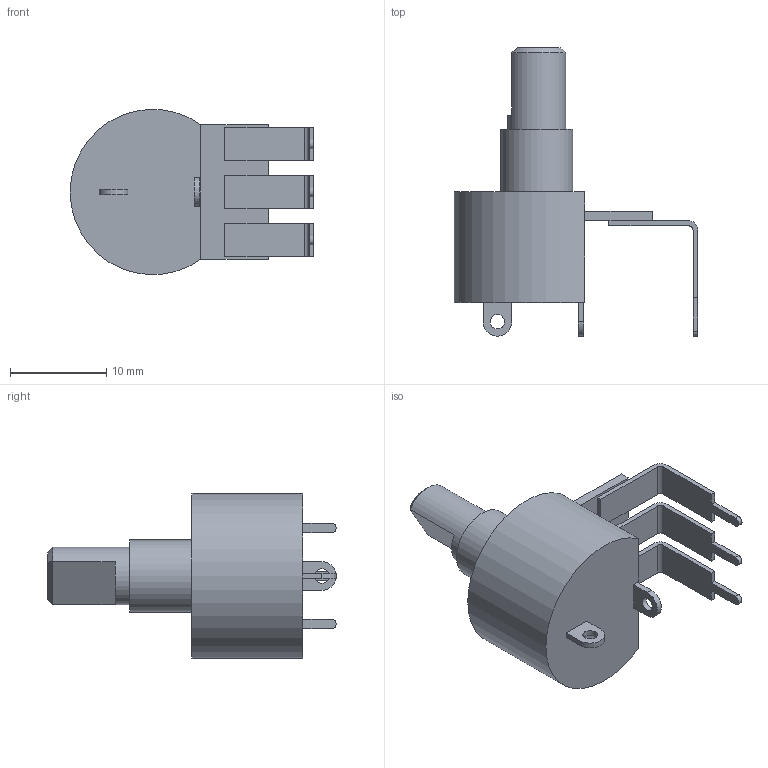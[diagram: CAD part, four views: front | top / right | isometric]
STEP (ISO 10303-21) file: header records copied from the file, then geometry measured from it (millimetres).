
FILE_DESCRIPTION(/* description */ (''),/* implementation_level */ '2;1');
FILE_NAME(/* name */ 'Pot_S16_90_With_Switch.STEP',/* time_stamp */ '2021-05-20T15:32:20+03:00',/* author */ ('VB'),/* organization */ (''),/* preprocessor_version */ 'ST-DEVELOPER v18',/* originating_system */ 'Autodesk Inventor 2020',/* authorisation */ '');
FILE_SCHEMA (('AUTOMOTIVE_DESIGN { 1 0 10303 214 3 1 1 }'));
Length unit declared in the file: millimetre
Products named in the file (2): Сборка4; Pot_S16_90_With_Switch
Assembly tree (1 placements, depth 2):
  Сборка4
    Pot_S16_90_With_Switch
Bounding box: 25.35 x 30 x 17.18 mm (x, y, z)
Volume: 2952.2 mm3; surface area: 1887.2 mm2
Topology: 1 solids, 1 shells, 72 faces, 193 edges, 127 vertices
Faces by surface type: plane 55, cylinder 16, cone 1
Full cylindrical faces by diameter (mm): 1.5 x2, 6 x1, 7.5 x1
Entity records: 2316 total; most frequent: CARTESIAN_POINT 401, ORIENTED_EDGE 386, DIRECTION 383, EDGE_CURVE 193, LINE 149, VECTOR 149, VERTEX_POINT 127, AXIS2_PLACEMENT_3D 117
